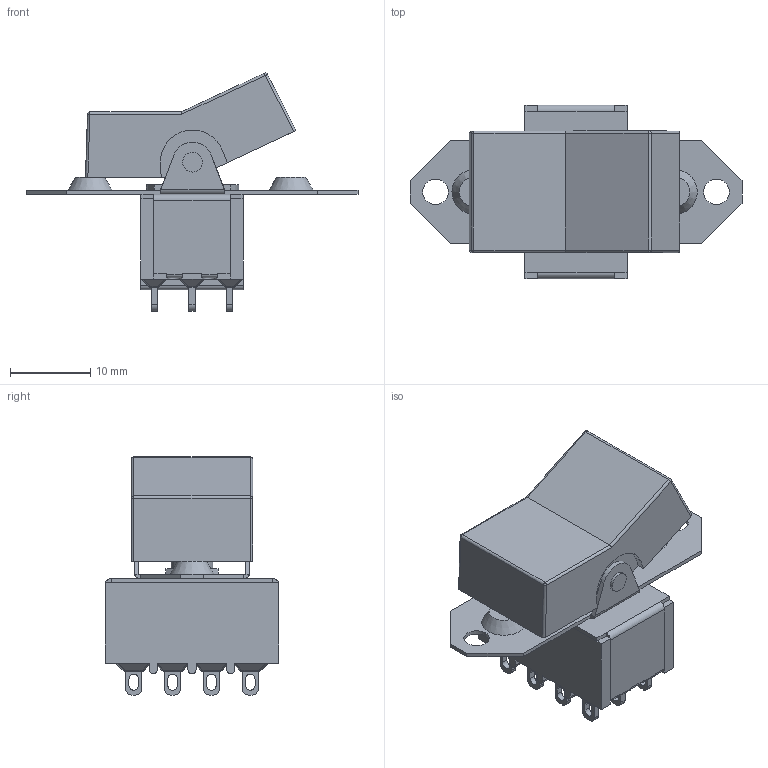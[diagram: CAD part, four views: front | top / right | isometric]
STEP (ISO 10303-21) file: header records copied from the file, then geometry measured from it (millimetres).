
FILE_DESCRIPTION(/* description */ (''),/* implementation_level */ '2;1');
FILE_NAME(/* name */ '3004PxR3xxxM1xE.stp',/* time_stamp */ '2025-05-02T15:49:15-05:00',/* author */ ('mroman'),/* organization */ (''),/* preprocessor_version */ 'ST-DEVELOPER v18.1',/* originating_system */ 'Autodesk Inventor 2022',/* authorisation */ '');
FILE_SCHEMA (('AUTOMOTIVE_DESIGN { 1 0 10303 214 3 1 1 }'));
Length unit declared in the file: inch
Products named in the file (1): 3004PxR3xxxM1xE
Bounding box: 41.27 x 21.59 x 29.59 mm (x, y, z)
Volume: 4609.3 mm3; surface area: 4373.1 mm2
Topology: 1 solids, 1 shells, 561 faces, 1460 edges, 870 vertices
Faces by surface type: plane 322, cylinder 183, sphere 52, cone 4
Full cylindrical faces by diameter (mm): 2.45 x2, 3.17 x2, 3.58 x1, 5.18 x1
Entity records: 16633 total; most frequent: DIRECTION 2928, CARTESIAN_POINT 2840, ORIENTED_EDGE 2816, EDGE_CURVE 1408, LINE 1012, VECTOR 1012, AXIS2_PLACEMENT_3D 958, VERTEX_POINT 870
